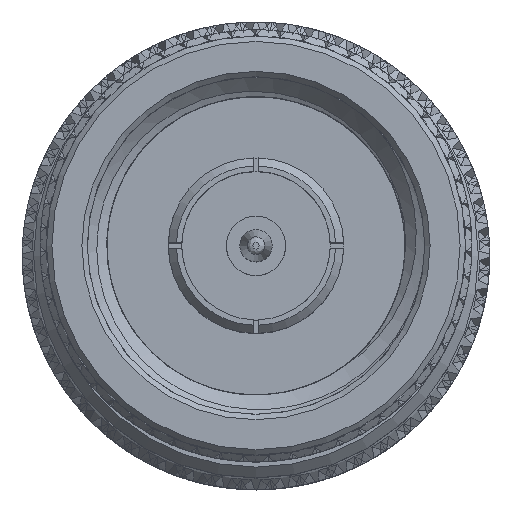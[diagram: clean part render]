
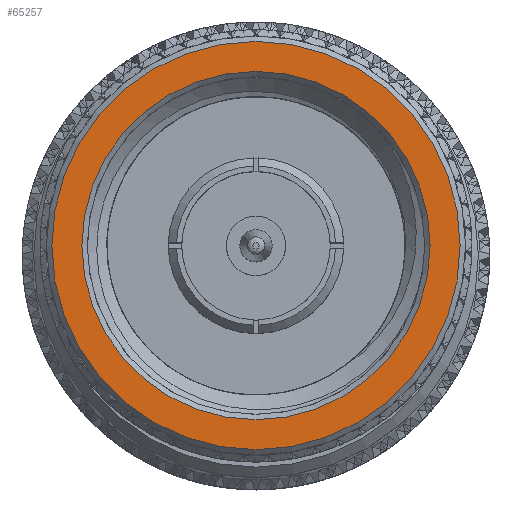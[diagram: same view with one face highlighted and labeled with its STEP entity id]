
A CAD part, top view. The second image highlights one B-rep face of the part: STEP entity #65257.
In plain terms, the highlighted face is planar.
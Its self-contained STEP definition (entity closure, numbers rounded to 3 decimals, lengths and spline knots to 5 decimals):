
#3974 = ORIENTED_EDGE ( 'NONE', *, *, #110093, .T. ) ;
#7376 = FACE_OUTER_BOUND ( 'NONE', #146169, .T. ) ;
#12308 = EDGE_LOOP ( 'NONE', ( #3974 ) ) ;
#20318 = CIRCLE ( 'NONE', #74375, 0.37809 ) ;
#24324 = CARTESIAN_POINT ( 'NONE',  ( 0., 0.38809, 0. ) ) ;
#30700 = DIRECTION ( 'NONE',  ( 0., 0., 1. ) ) ;
#34743 = CARTESIAN_POINT ( 'NONE',  ( 0., 0.37809, 0. ) ) ;
#35343 = PLANE ( 'NONE',  #87858 ) ;
#62618 = CIRCLE ( 'NONE', #173917, 0.3225 ) ;
#65257 = ADVANCED_FACE ( 'NONE', ( #7376, #99978 ), #35343, .T. ) ;
#74375 = AXIS2_PLACEMENT_3D ( 'NONE', #154810, #79120, #185666 ) ;
#79120 = DIRECTION ( 'NONE',  ( -1., 0., 0. ) ) ;
#87858 = AXIS2_PLACEMENT_3D ( 'NONE', #24324, #190558, #143854 ) ;
#99978 = FACE_BOUND ( 'NONE', #12308, .T. ) ;
#106371 = DIRECTION ( 'NONE',  ( 1., 0., 0. ) ) ;
#110093 = EDGE_CURVE ( 'NONE', #123413, #123413, #62618, .T. ) ;
#123413 = VERTEX_POINT ( 'NONE', #184162 ) ;
#125084 = ORIENTED_EDGE ( 'NONE', *, *, #152559, .T. ) ;
#143854 = DIRECTION ( 'NONE',  ( 0., -1., 0. ) ) ;
#146169 = EDGE_LOOP ( 'NONE', ( #125084 ) ) ;
#152559 = EDGE_CURVE ( 'NONE', #170211, #170211, #20318, .T. ) ;
#154810 = CARTESIAN_POINT ( 'NONE',  ( 0., 0., 0. ) ) ;
#170211 = VERTEX_POINT ( 'NONE', #34743 ) ;
#173917 = AXIS2_PLACEMENT_3D ( 'NONE', #182050, #106371, #30700 ) ;
#182050 = CARTESIAN_POINT ( 'NONE',  ( 0., 0., 0. ) ) ;
#184162 = CARTESIAN_POINT ( 'NONE',  ( 0., 0., 0.3225 ) ) ;
#185666 = DIRECTION ( 'NONE',  ( 0., 1., 0. ) ) ;
#190558 = DIRECTION ( 'NONE',  ( -1., 0., 0. ) ) ;
